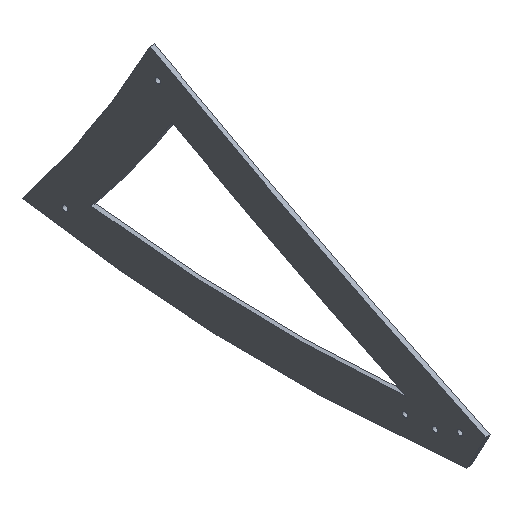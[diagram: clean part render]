
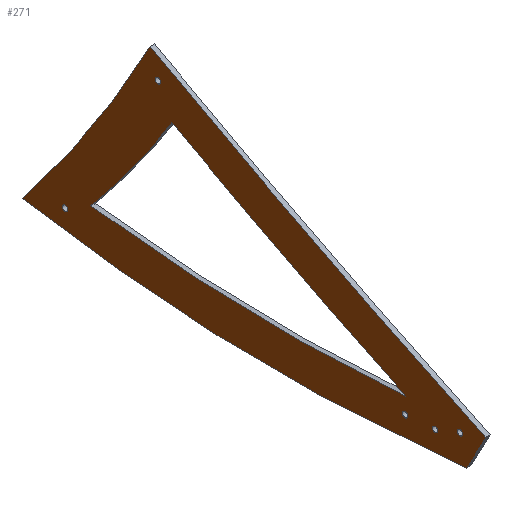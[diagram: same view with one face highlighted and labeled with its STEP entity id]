
A CAD part, isometric view. The second image highlights one B-rep face of the part: STEP entity #271.
In plain terms, the highlighted planar face has unit normal (-1, 0, 0).
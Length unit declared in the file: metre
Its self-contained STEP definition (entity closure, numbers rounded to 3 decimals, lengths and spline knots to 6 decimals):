
#32=LINE('',#449,#42);
#42=VECTOR('',#360,1.);
#52=ORIENTED_EDGE('',*,*,#120,.F.);
#53=ORIENTED_EDGE('',*,*,#121,.F.);
#54=ORIENTED_EDGE('',*,*,#122,.F.);
#55=ORIENTED_EDGE('',*,*,#123,.T.);
#56=ORIENTED_EDGE('',*,*,#124,.F.);
#57=ORIENTED_EDGE('',*,*,#125,.F.);
#58=ORIENTED_EDGE('',*,*,#126,.T.);
#59=ORIENTED_EDGE('',*,*,#127,.T.);
#60=ORIENTED_EDGE('',*,*,#128,.T.);
#61=ORIENTED_EDGE('',*,*,#129,.T.);
#62=ORIENTED_EDGE('',*,*,#130,.F.);
#63=ORIENTED_EDGE('',*,*,#131,.T.);
#64=ORIENTED_EDGE('',*,*,#132,.F.);
#120=EDGE_CURVE('',#154,#154,#180,.T.);
#121=EDGE_CURVE('',#155,#155,#181,.T.);
#122=EDGE_CURVE('',#156,#156,#182,.T.);
#123=EDGE_CURVE('',#157,#157,#183,.T.);
#124=EDGE_CURVE('',#158,#158,#184,.T.);
#125=EDGE_CURVE('',#159,#160,#185,.F.);
#126=EDGE_CURVE('',#159,#161,#186,.T.);
#127=EDGE_CURVE('',#161,#160,#187,.F.);
#128=EDGE_CURVE('',#162,#163,#188,.T.);
#129=EDGE_CURVE('',#163,#164,#32,.T.);
#130=EDGE_CURVE('',#165,#164,#189,.F.);
#131=EDGE_CURVE('',#165,#166,#190,.F.);
#132=EDGE_CURVE('',#162,#166,#191,.T.);
#154=VERTEX_POINT('',#431);
#155=VERTEX_POINT('',#433);
#156=VERTEX_POINT('',#435);
#157=VERTEX_POINT('',#437);
#158=VERTEX_POINT('',#439);
#159=VERTEX_POINT('',#441);
#160=VERTEX_POINT('',#442);
#161=VERTEX_POINT('',#444);
#162=VERTEX_POINT('',#447);
#163=VERTEX_POINT('',#448);
#164=VERTEX_POINT('',#450);
#165=VERTEX_POINT('',#452);
#166=VERTEX_POINT('',#454);
#180=CIRCLE('',#300,0.002019);
#181=CIRCLE('',#301,0.002019);
#182=CIRCLE('',#302,0.002019);
#183=CIRCLE('',#303,0.002019);
#184=CIRCLE('',#304,0.002019);
#185=CIRCLE('',#305,0.727536);
#186=CIRCLE('',#306,3.920077);
#187=CIRCLE('',#307,1.125766);
#188=CIRCLE('',#308,1.154341);
#189=CIRCLE('',#309,1.162748);
#190=CIRCLE('',#310,3.891502);
#191=CIRCLE('',#311,0.930502);
#204=EDGE_LOOP('',(#52));
#205=EDGE_LOOP('',(#53));
#206=EDGE_LOOP('',(#54));
#207=EDGE_LOOP('',(#55));
#208=EDGE_LOOP('',(#56));
#209=EDGE_LOOP('',(#57,#58,#59));
#210=EDGE_LOOP('',(#60,#61,#62,#63,#64));
#236=FACE_BOUND('',#204,.T.);
#237=FACE_BOUND('',#205,.T.);
#238=FACE_BOUND('',#206,.T.);
#239=FACE_BOUND('',#207,.T.);
#240=FACE_BOUND('',#208,.T.);
#241=FACE_BOUND('',#209,.T.);
#242=FACE_BOUND('',#210,.T.);
#268=PLANE('',#299);
#271=ADVANCED_FACE('',(#236,#237,#238,#239,#240,#241,#242),#268,.T.);
#299=AXIS2_PLACEMENT_3D('',#429,#340,#341);
#300=AXIS2_PLACEMENT_3D('',#430,#342,#343);
#301=AXIS2_PLACEMENT_3D('',#432,#344,#345);
#302=AXIS2_PLACEMENT_3D('',#434,#346,#347);
#303=AXIS2_PLACEMENT_3D('',#436,#348,#349);
#304=AXIS2_PLACEMENT_3D('',#438,#350,#351);
#305=AXIS2_PLACEMENT_3D('',#440,#352,#353);
#306=AXIS2_PLACEMENT_3D('',#443,#354,#355);
#307=AXIS2_PLACEMENT_3D('',#445,#356,#357);
#308=AXIS2_PLACEMENT_3D('',#446,#358,#359);
#309=AXIS2_PLACEMENT_3D('',#451,#361,#362);
#310=AXIS2_PLACEMENT_3D('',#453,#363,#364);
#311=AXIS2_PLACEMENT_3D('',#455,#365,#366);
#340=DIRECTION('',(-1.,0.,0.));
#341=DIRECTION('',(0.,-1.,0.));
#342=DIRECTION('',(-1.,0.,0.));
#343=DIRECTION('',(0.,0.,1.));
#344=DIRECTION('',(-1.,0.,0.));
#345=DIRECTION('',(0.,0.,1.));
#346=DIRECTION('',(-1.,0.,0.));
#347=DIRECTION('',(0.,0.,1.));
#348=DIRECTION('',(1.,0.,0.));
#349=DIRECTION('',(0.,0.,-1.));
#350=DIRECTION('',(-1.,0.,0.));
#351=DIRECTION('',(0.,0.,1.));
#352=DIRECTION('',(-1.,0.,0.));
#353=DIRECTION('',(0.,0.,1.));
#354=DIRECTION('',(-1.,0.,0.));
#355=DIRECTION('',(0.,0.,1.));
#356=DIRECTION('',(-1.,0.,0.));
#357=DIRECTION('',(0.,0.,1.));
#358=DIRECTION('',(-1.,0.,0.));
#359=DIRECTION('',(0.,0.,1.));
#360=DIRECTION('',(0.,-0.997,0.072));
#361=DIRECTION('',(-1.,0.,0.));
#362=DIRECTION('',(0.,0.,1.));
#363=DIRECTION('',(-1.,0.,0.));
#364=DIRECTION('',(0.,0.,1.));
#365=DIRECTION('',(-1.,0.,0.));
#366=DIRECTION('',(0.,0.,1.));
#429=CARTESIAN_POINT('',(0.031317,-0.618703,-0.004185));
#430=CARTESIAN_POINT('',(0.031317,-0.387059,-0.133036));
#431=CARTESIAN_POINT('',(0.031317,-0.387059,-0.131017));
#432=CARTESIAN_POINT('',(0.031317,-0.665601,-0.137923));
#433=CARTESIAN_POINT('',(0.031317,-0.665601,-0.135904));
#434=CARTESIAN_POINT('',(0.031317,-0.642888,-0.139573));
#435=CARTESIAN_POINT('',(0.031317,-0.642888,-0.137554));
#436=CARTESIAN_POINT('',(0.031317,-0.45676,-0.014999));
#437=CARTESIAN_POINT('',(0.031317,-0.45676,-0.017019));
#438=CARTESIAN_POINT('',(0.031317,-0.68407,-0.130724));
#439=CARTESIAN_POINT('',(0.031317,-0.68407,-0.128705));
#440=CARTESIAN_POINT('',(0.031317,0.15137,0.345293));
#441=CARTESIAN_POINT('',(0.031317,-0.467518,-0.03718));
#442=CARTESIAN_POINT('',(0.031317,-0.40646,-0.121755));
#443=CARTESIAN_POINT('',(0.031317,-2.341497,3.405959));
#444=CARTESIAN_POINT('',(0.031317,-0.643445,-0.127258));
#445=CARTESIAN_POINT('',(0.031317,-0.550943,0.994701));
#446=CARTESIAN_POINT('',(0.031317,-0.550943,0.994701));
#447=CARTESIAN_POINT('',(0.031317,-0.35465,-0.142828));
#448=CARTESIAN_POINT('',(0.031317,-0.579746,-0.159281));
#449=CARTESIAN_POINT('',(0.031317,-0.629706,-0.155651));
#450=CARTESIAN_POINT('',(0.031317,-0.689216,-0.151329));
#451=CARTESIAN_POINT('',(0.031317,0.331202,0.406103));
#452=CARTESIAN_POINT('',(0.031317,-0.703634,-0.124083));
#453=CARTESIAN_POINT('',(0.031317,-2.341497,3.405959));
#454=CARTESIAN_POINT('',(0.031317,-0.45101,0.004512));
#455=CARTESIAN_POINT('',(0.031317,0.372426,0.437855));
